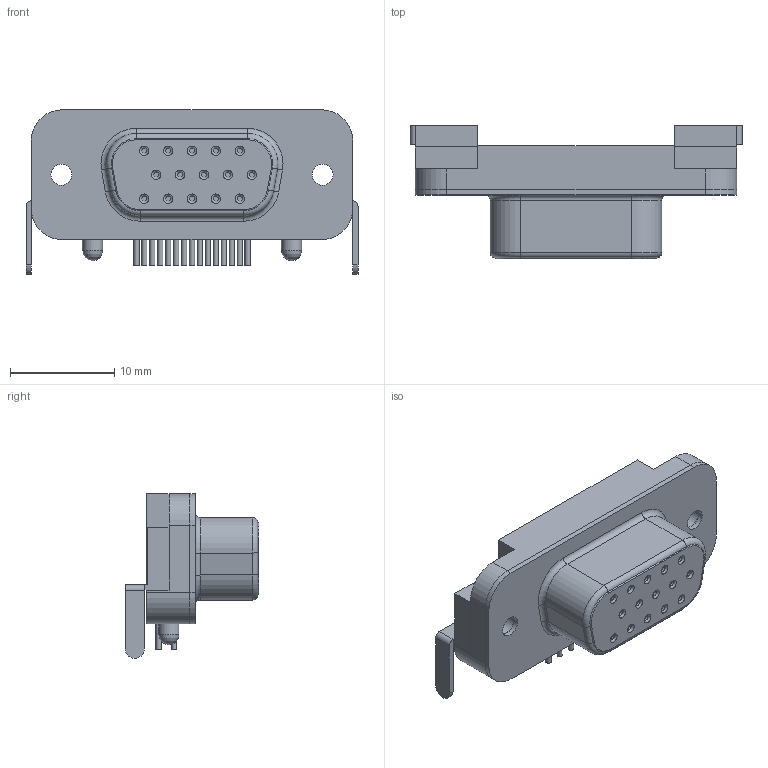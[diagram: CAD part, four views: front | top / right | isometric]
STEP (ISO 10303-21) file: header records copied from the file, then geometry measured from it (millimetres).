
FILE_DESCRIPTION(('FreeCAD Model'),'2;1');
FILE_NAME('EDAC_VGA_Connector_Female.step', '2020-04-02T21:42:03',('kicad StepUp'),('ksu MCAD'), 'Open CASCADE STEP processor 7.3','FreeCAD','Unknown');
FILE_SCHEMA(('AUTOMOTIVE_DESIGN { 1 0 10303 214 1 1 1 1 }'));
Length unit declared in the file: millimetre
Products named in the file (1): EDAC_VGA_Connector_Female
Bounding box: 31.78 x 12.8 x 15.74 mm (x, y, z)
Volume: 2356.2 mm3; surface area: 1953.3 mm2
Topology: 1 solids, 2 shells, 184 faces, 379 edges, 234 vertices
Faces by surface type: plane 81, cylinder 74, torus 27, revolution 2
Full cylindrical faces by diameter (mm): 0.5 x30, 1.93 x2, 2 x2, 2.061 x4
Entity records: 6191 total; most frequent: DIRECTION 936, CARTESIAN_POINT 818, ORIENTED_EDGE 758, EDGE_CURVE 379, AXIS2_PLACEMENT_3D 372, VERTEX_POINT 234, FACE_BOUND 223, EDGE_LOOP 223
